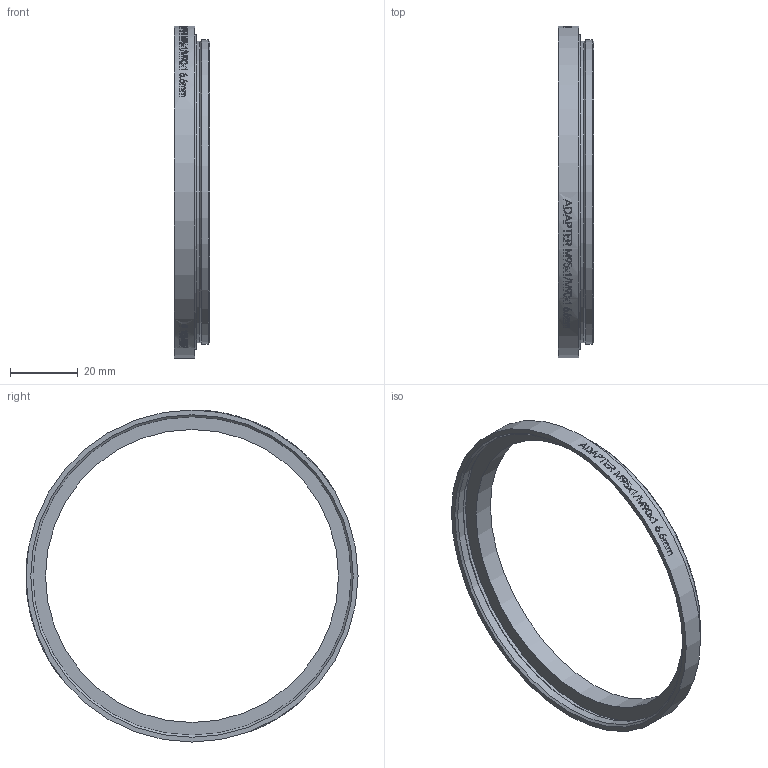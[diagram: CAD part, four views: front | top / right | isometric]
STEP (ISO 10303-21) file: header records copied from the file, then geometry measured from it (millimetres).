
FILE_DESCRIPTION(/* description */ (''),/* implementation_level */ '2;1');
FILE_NAME(/* name */ '1084889_00166426_001.stp',/* time_stamp */ '2022-04-27T14:21:06+02:00',/* author */ (''),/* organization */ (''),/* preprocessor_version */ 'ST-DEVELOPER v16',/* originating_system */ 'SIEMENS PLM Software NX 10.0',/* authorisation */ '');
FILE_SCHEMA (('AP203_CONFIGURATION_CONTROLLED_3D_DESIGN_OF_MECHANICAL_PARTS_AND_ASSEMBLIES_MIM_LF { 1 0 10303 403 2 1 2}'));
Length unit declared in the file: millimetre
Products named in the file (1): Froe4BBCDF7Azg2d
Bounding box: 10.5 x 98 x 98 mm (x, y, z)
Volume: 7159.9 mm3; surface area: 11514.1 mm2
Topology: 1 solids, 2 shells, 93 faces, 446 edges, 434 vertices
Faces by surface type: cylinder 84, plane 5, cone 4
Full cylindrical faces by diameter (mm): 86.5 x1, 89 x1, 90 x1, 93 x1, 94 x1, 95.2 x1, 98 x2
Entity records: 6278 total; most frequent: CARTESIAN_POINT 3116, ORIENTED_EDGE 866, VERTEX_POINT 434, EDGE_CURVE 434, B_SPLINE_CURVE_WITH_KNOTS 416, DIRECTION 224, EDGE_LOOP 186, FACE_BOUND 132
